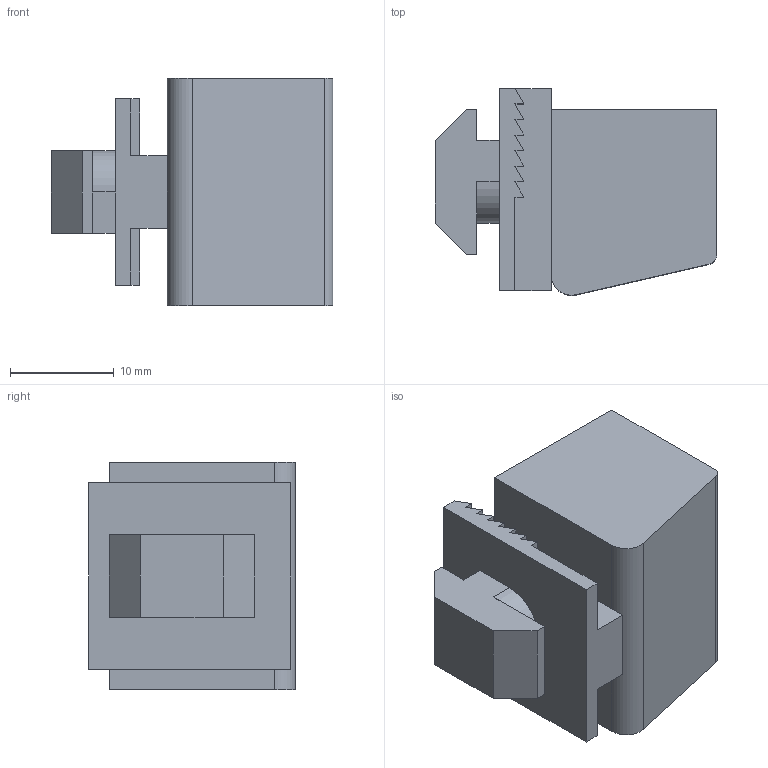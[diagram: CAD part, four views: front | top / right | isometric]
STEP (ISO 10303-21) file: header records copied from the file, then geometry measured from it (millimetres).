
FILE_DESCRIPTION (( 'STEP AP214' ), '1' );
FILE_NAME ('094202.STEP', '2013-08-20T14:21:35', ( 'User' ), ( '' ), 'SwSTEP 2.0', 'SolidWorks 2012', '' );
FILE_SCHEMA (( 'AUTOMOTIVE_DESIGN' ));
Length unit declared in the file: millimetre
Products named in the file (1): 094202
Bounding box: 27.2 x 19.96 x 22 mm (x, y, z)
Volume: 7377 mm3; surface area: 3100.9 mm2
Topology: 1 solids, 1 shells, 61 faces, 170 edges, 112 vertices
Faces by surface type: plane 57, cylinder 4
Entity records: 1954 total; most frequent: CARTESIAN_POINT 344, ORIENTED_EDGE 340, DIRECTION 302, EDGE_CURVE 170, LINE 162, VECTOR 162, VERTEX_POINT 112, AXIS2_PLACEMENT_3D 70
